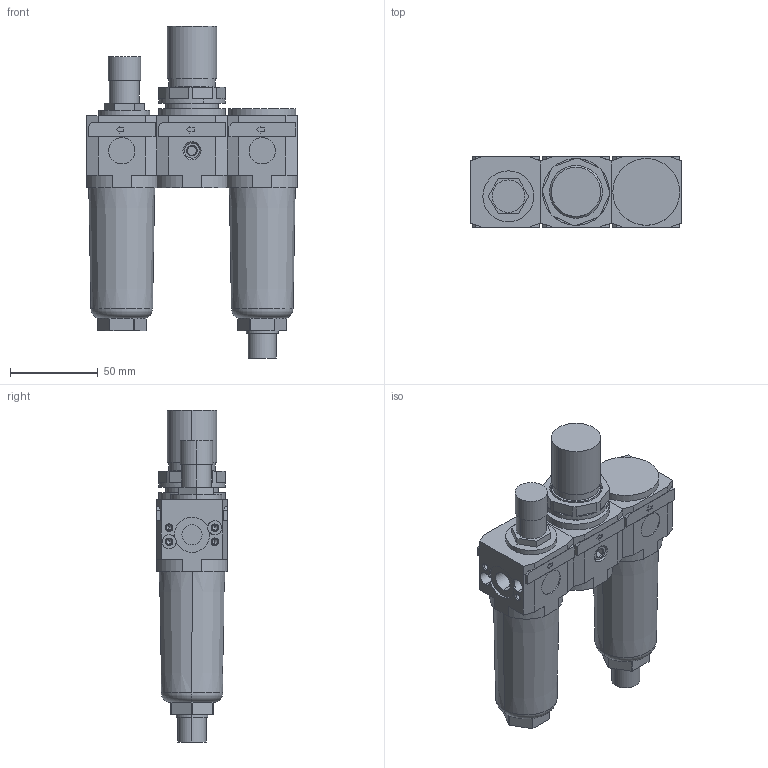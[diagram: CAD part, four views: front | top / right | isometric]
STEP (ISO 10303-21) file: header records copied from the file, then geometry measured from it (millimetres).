
FILE_DESCRIPTION((''),'2;1');
FILE_NAME('17007B_P.stp','2003-06-16T14:40:20',('maffial1'),(''),'Autodesk Inventor 7','Autodesk Inventor 7','');
FILE_SCHEMA(('AUTOMOTIVE_DESIGN { 1 0 10303 214 1 1 1 1 }'));
Length unit declared in the file: millimetre
Products named in the file (7): 17007B_P; 17001B_P; 17002B_; 17002B_(1); RS_1701_12; RK_1701_020; 17003B_P
Assembly tree (6 placements, depth 3):
  17007B_P
    17001B_P
    17002B_
      17002B_(1)
      RS_1701_12
      RK_1701_020
    17003B_P
Bounding box: 120 x 40 x 189 mm (x, y, z)
Volume: 385079.9 mm3; surface area: 73876.3 mm2
Topology: 5 solids, 11 shells, 546 faces, 1345 edges, 843 vertices
Faces by surface type: plane 190, bspline 168, cylinder 128, cone 52, torus 8
Entity records: 17312 total; most frequent: CARTESIAN_POINT 4619, ORIENTED_EDGE 2618, DIRECTION 2530, EDGE_CURVE 1309, AXIS2_PLACEMENT_3D 854, VERTEX_POINT 843, VECTOR 822, LINE 822
